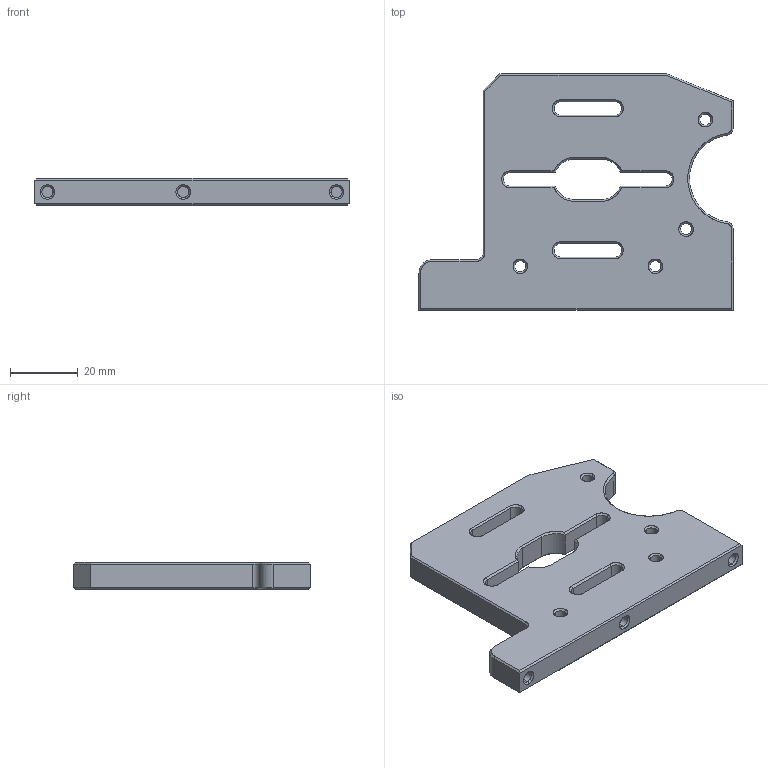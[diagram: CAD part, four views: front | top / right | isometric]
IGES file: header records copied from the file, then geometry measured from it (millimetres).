
Start section: SolidWorks IGES file using analytic representation for surfaces
Global section: file name: Support moteur.IGS; native system: SolidWorks 2020; preprocessor: SolidWorks 2020; author: Eric; date: 201212.134331; units: millimetre
Bounding box: 93 x 70 x 8 mm (x, y, z)
Surface area: 13899.3 mm2 (no closed solid volume)
Topology: 0 solids, 0 shells, 172 faces, 1627 edges, 1627 vertices
Faces by surface type: revolution 108, bspline 64
